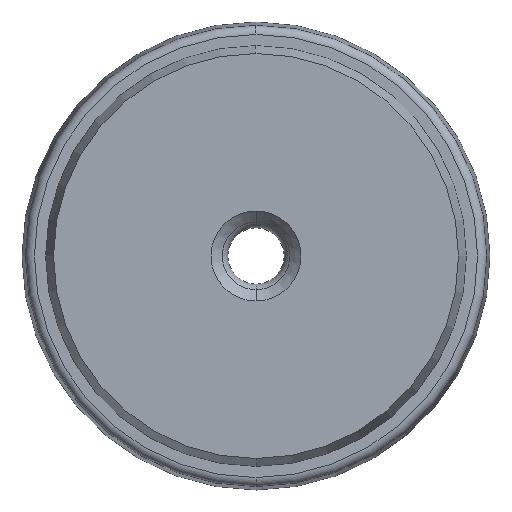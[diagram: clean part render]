
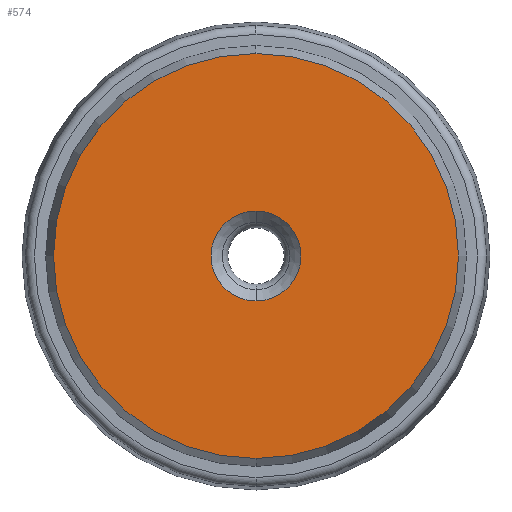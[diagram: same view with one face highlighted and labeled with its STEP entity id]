
A CAD part, left-side view. The second image highlights one B-rep face of the part: STEP entity #574.
In plain terms, the highlighted planar face has unit normal (-1, 0, 0).
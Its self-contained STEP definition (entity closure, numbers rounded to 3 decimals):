
#117 = AXIS2_PLACEMENT_3D ( 'NONE', #180, #161, #165 ) ;
#120 = AXIS2_PLACEMENT_3D ( 'NONE', #302, #319, #323 ) ;
#140 = AXIS2_PLACEMENT_3D ( 'NONE', #897, #907, #906 ) ;
#146 = AXIS2_PLACEMENT_3D ( 'NONE', #308, #297, #307 ) ;
#161 = DIRECTION ( 'NONE',  ( 1., 0., 0. ) ) ;
#165 = DIRECTION ( 'NONE',  ( 0., 0., -1. ) ) ;
#180 = CARTESIAN_POINT ( 'NONE',  ( 0., 0., 0. ) ) ;
#297 = DIRECTION ( 'NONE',  ( -1., 0., 0. ) ) ;
#302 = CARTESIAN_POINT ( 'NONE',  ( 0., 0., 0. ) ) ;
#307 = DIRECTION ( 'NONE',  ( 0., 0., 1. ) ) ;
#308 = CARTESIAN_POINT ( 'NONE',  ( 0., 0., 0. ) ) ;
#319 = DIRECTION ( 'NONE',  ( 1., 0., 0. ) ) ;
#323 = DIRECTION ( 'NONE',  ( 0., 0., -1. ) ) ;
#335 = CIRCLE ( 'NONE', #117, 2. ) ;
#358 = CIRCLE ( 'NONE', #120, 2. ) ;
#481 = VERTEX_POINT ( 'NONE', #989 ) ;
#492 = ORIENTED_EDGE ( 'NONE', *, *, #758, .T. ) ;
#497 = ORIENTED_EDGE ( 'NONE', *, *, #775, .T. ) ;
#505 = VERTEX_POINT ( 'NONE', #877 ) ;
#526 = VERTEX_POINT ( 'NONE', #859 ) ;
#530 = ORIENTED_EDGE ( 'NONE', *, *, #754, .T. ) ;
#531 = VERTEX_POINT ( 'NONE', #865 ) ;
#574 = ADVANCED_FACE ( 'NONE', ( #642, #648 ), #879, .F. ) ;
#602 = CIRCLE ( 'NONE', #140, 9. ) ;
#609 = CIRCLE ( 'NONE', #146, 9. ) ;
#642 = FACE_BOUND ( 'NONE', #737, .T. ) ;
#648 = FACE_OUTER_BOUND ( 'NONE', #732, .T. ) ;
#665 = ORIENTED_EDGE ( 'NONE', *, *, #770, .T. ) ;
#732 = EDGE_LOOP ( 'NONE', ( #530, #492 ) ) ;
#737 = EDGE_LOOP ( 'NONE', ( #497, #665 ) ) ;
#754 = EDGE_CURVE ( 'NONE', #505, #531, #602, .T. ) ;
#758 = EDGE_CURVE ( 'NONE', #531, #505, #609, .T. ) ;
#770 = EDGE_CURVE ( 'NONE', #526, #481, #358, .T. ) ;
#775 = EDGE_CURVE ( 'NONE', #481, #526, #335, .T. ) ;
#829 = AXIS2_PLACEMENT_3D ( 'NONE', #867, #864, #869 ) ;
#859 = CARTESIAN_POINT ( 'NONE',  ( 0., 0., -2. ) ) ;
#864 = DIRECTION ( 'NONE',  ( 1., 0., 0. ) ) ;
#865 = CARTESIAN_POINT ( 'NONE',  ( 0., 0., 9. ) ) ;
#867 = CARTESIAN_POINT ( 'NONE',  ( 0., 1.5, 0. ) ) ;
#869 = DIRECTION ( 'NONE',  ( 0., 0., -1. ) ) ;
#877 = CARTESIAN_POINT ( 'NONE',  ( 0., 0., -9. ) ) ;
#879 = PLANE ( 'NONE',  #829 ) ;
#897 = CARTESIAN_POINT ( 'NONE',  ( 0., 0., 0. ) ) ;
#906 = DIRECTION ( 'NONE',  ( 0., 0., 1. ) ) ;
#907 = DIRECTION ( 'NONE',  ( -1., 0., 0. ) ) ;
#989 = CARTESIAN_POINT ( 'NONE',  ( 0., 0., 2. ) ) ;
